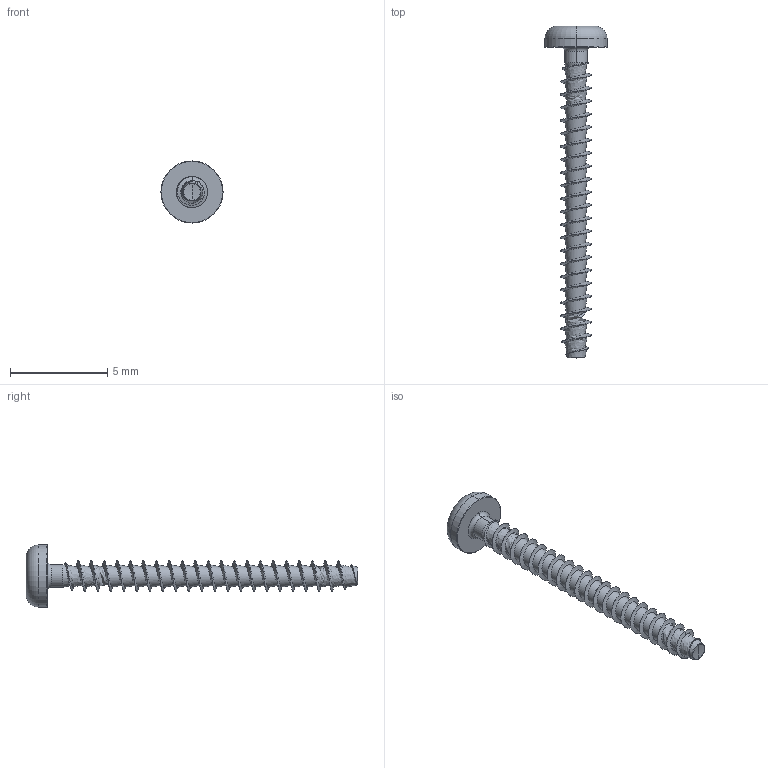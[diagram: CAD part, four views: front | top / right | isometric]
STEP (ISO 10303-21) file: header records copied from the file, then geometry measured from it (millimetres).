
FILE_DESCRIPTION (( 'STEP AP203' ), '1' );
FILE_NAME ('STP39A0160160.STEP', '2017-11-16T15:54:08', ( '' ), ( '' ), 'SwSTEP 2.0', 'SolidWorks 2015', '' );
FILE_SCHEMA (( 'CONFIG_CONTROL_DESIGN' ));
Length unit declared in the file: millimetre
Products named in the file (1): STP39A0160160
Bounding box: 3.2 x 17.1 x 3.2 mm (x, y, z)
Volume: 22.5 mm3; surface area: 121.9 mm2
Topology: 1 solids, 1 shells, 81 faces, 192 edges, 113 vertices
Faces by surface type: bspline 32, cylinder 25, cone 12, torus 6, sphere 4, plane 2
Entity records: 23109 total; most frequent: CARTESIAN_POINT 21437, ORIENTED_EDGE 380, DIRECTION 263, EDGE_CURVE 190, VERTEX_POINT 113, AXIS2_PLACEMENT_3D 111, B_SPLINE_CURVE_WITH_KNOTS 88, EDGE_LOOP 83
